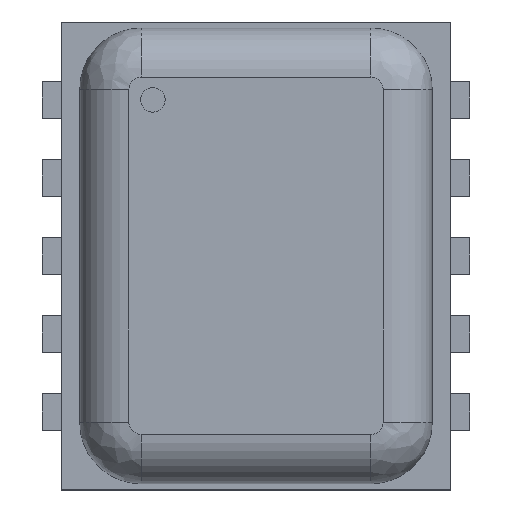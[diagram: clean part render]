
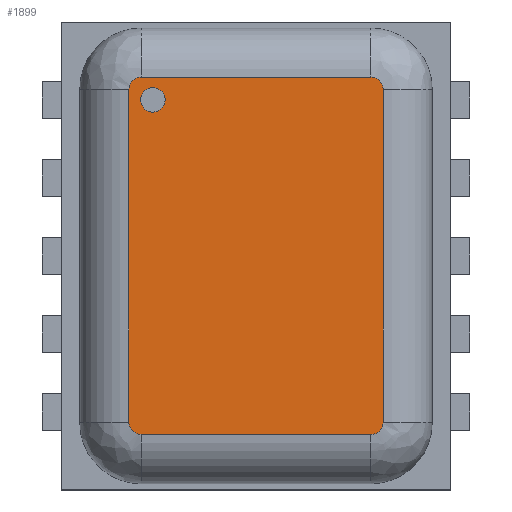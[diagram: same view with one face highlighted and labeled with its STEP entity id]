
A CAD part, top view. The second image highlights one B-rep face of the part: STEP entity #1899.
In plain terms, the highlighted planar face has unit normal (0, 0, 1).
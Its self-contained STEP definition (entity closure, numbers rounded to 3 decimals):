
#74 = CARTESIAN_POINT ( 'NONE',  ( 1.61, 0.37, 2.16 ) ) ;
#79 = VECTOR ( 'NONE', #844, 1000. ) ;
#202 = EDGE_CURVE ( 'NONE', #1851, #203, #3322, .T. ) ;
#203 = VERTEX_POINT ( 'NONE', #74 ) ;
#293 = ORIENTED_EDGE ( 'NONE', *, *, #2407, .F. ) ;
#356 = CARTESIAN_POINT ( 'NONE',  ( 5.35, -5.45, 2.16 ) ) ;
#367 = VERTEX_POINT ( 'NONE', #1304 ) ;
#390 = EDGE_LOOP ( 'NONE', ( #406, #3988, #1379, #1405, #896, #2126, #293, #2065 ) ) ;
#406 = ORIENTED_EDGE ( 'NONE', *, *, #3918, .F. ) ;
#452 = CARTESIAN_POINT ( 'NONE',  ( 1.41, 0.17, 2.16 ) ) ;
#462 = EDGE_CURVE ( 'NONE', #3159, #856, #706, .T. ) ;
#547 = AXIS2_PLACEMENT_3D ( 'NONE', #3631, #1751, #767 ) ;
#557 = CARTESIAN_POINT ( 'NONE',  ( 5.35, -5.45, 2.16 ) ) ;
#639 = CARTESIAN_POINT ( 'NONE',  ( 5.35, 0.37, 2.16 ) ) ;
#693 = CARTESIAN_POINT ( 'NONE',  ( 1.41, 0.17, 2.16 ) ) ;
#706 = LINE ( 'NONE', #1148, #79 ) ;
#756 = DIRECTION ( 'NONE',  ( -1., 0., 0. ) ) ;
#767 = DIRECTION ( 'NONE',  ( -1., 0., 0. ) ) ;
#844 = DIRECTION ( 'NONE',  ( 0., -1., 0. ) ) ;
#856 = VERTEX_POINT ( 'NONE', #1196 ) ;
#896 = ORIENTED_EDGE ( 'NONE', *, *, #3104, .F. ) ;
#963 = CARTESIAN_POINT ( 'NONE',  ( 1.61, 0.37, 2.16 ) ) ;
#984 = DIRECTION ( 'NONE',  ( 0., 1., 0. ) ) ;
#1068 = LINE ( 'NONE', #693, #1603 ) ;
#1077 = CARTESIAN_POINT ( 'NONE',  ( 5.35, 0.37, 2.16 ) ) ;
#1148 = CARTESIAN_POINT ( 'NONE',  ( 5.55, -5.25, 2.16 ) ) ;
#1196 = CARTESIAN_POINT ( 'NONE',  ( 5.55, -5.25, 2.16 ) ) ;
#1304 = CARTESIAN_POINT ( 'NONE',  ( 1.61, -5.45, 2.16 ) ) ;
#1325 = CARTESIAN_POINT ( 'NONE',  ( 1.41, -5.25, 2.16 ) ) ;
#1350 = CARTESIAN_POINT ( 'NONE',  ( 1.41, 0.17, 2.16 ) ) ;
#1363 = EDGE_CURVE ( 'NONE', #3639, #3159, #2124, .T. ) ;
#1379 = ORIENTED_EDGE ( 'NONE', *, *, #462, .F. ) ;
#1405 = ORIENTED_EDGE ( 'NONE', *, *, #1363, .F. ) ;
#1500 = LINE ( 'NONE', #3302, #2322 ) ;
#1562 = CARTESIAN_POINT ( 'NONE',  ( 5.35, 0.37, 2.16 ) ) ;
#1591 = CARTESIAN_POINT ( 'NONE',  ( 5.467, -5.45, 2.16 ) ) ;
#1603 = VECTOR ( 'NONE', #984, 1000. ) ;
#1718 = CARTESIAN_POINT ( 'NONE',  ( 1.41, -5.25, 2.16 ) ) ;
#1751 = DIRECTION ( 'NONE',  ( 0., 0., -1. ) ) ;
#1851 = VERTEX_POINT ( 'NONE', #452 ) ;
#1899 = ADVANCED_FACE ( 'NONE', ( #2313 ), #3340, .F. ) ;
#1911 = CARTESIAN_POINT ( 'NONE',  ( 5.55, -5.367, 2.16 ) ) ;
#2052 = LINE ( 'NONE', #1077, #2660 ) ;
#2065 = ORIENTED_EDGE ( 'NONE', *, *, #2833, .F. ) ;
#2124 =( BOUNDED_CURVE ( )  B_SPLINE_CURVE ( 3, ( #639, #2925, #2917, #2211 ),
 .UNSPECIFIED., .F., .F. ) 
 B_SPLINE_CURVE_WITH_KNOTS ( ( 4, 4 ),
 ( 0., 1. ),
 .UNSPECIFIED. ) 
 CURVE ( )  GEOMETRIC_REPRESENTATION_ITEM ( )  RATIONAL_B_SPLINE_CURVE ( ( 1., 0.805, 0.805, 1. ) ) 
 REPRESENTATION_ITEM ( '' )  );
#2126 = ORIENTED_EDGE ( 'NONE', *, *, #202, .F. ) ;
#2211 = CARTESIAN_POINT ( 'NONE',  ( 5.55, 0.17, 2.16 ) ) ;
#2253 = CARTESIAN_POINT ( 'NONE',  ( 5.55, -5.25, 2.16 ) ) ;
#2273 = EDGE_CURVE ( 'NONE', #856, #3353, #3544, .T. ) ;
#2312 = CARTESIAN_POINT ( 'NONE',  ( 1.493, 0.37, 2.16 ) ) ;
#2313 = FACE_OUTER_BOUND ( 'NONE', #390, .T. ) ;
#2322 = VECTOR ( 'NONE', #756, 1000. ) ;
#2346 = DIRECTION ( 'NONE',  ( 1., 0., 0. ) ) ;
#2386 = VERTEX_POINT ( 'NONE', #1325 ) ;
#2395 = CARTESIAN_POINT ( 'NONE',  ( 1.61, -5.45, 2.16 ) ) ;
#2407 = EDGE_CURVE ( 'NONE', #2386, #1851, #1068, .T. ) ;
#2660 = VECTOR ( 'NONE', #2346, 1000. ) ;
#2728 = CARTESIAN_POINT ( 'NONE',  ( 1.493, -5.45, 2.16 ) ) ;
#2833 = EDGE_CURVE ( 'NONE', #367, #2386, #3720, .T. ) ;
#2917 = CARTESIAN_POINT ( 'NONE',  ( 5.55, 0.287, 2.16 ) ) ;
#2925 = CARTESIAN_POINT ( 'NONE',  ( 5.467, 0.37, 2.16 ) ) ;
#2960 = CARTESIAN_POINT ( 'NONE',  ( 5.55, 0.17, 2.16 ) ) ;
#3104 = EDGE_CURVE ( 'NONE', #203, #3639, #2052, .T. ) ;
#3159 = VERTEX_POINT ( 'NONE', #2960 ) ;
#3302 = CARTESIAN_POINT ( 'NONE',  ( 1.61, -5.45, 2.16 ) ) ;
#3322 =( BOUNDED_CURVE ( )  B_SPLINE_CURVE ( 3, ( #1350, #3603, #2312, #963 ),
 .UNSPECIFIED., .F., .F. ) 
 B_SPLINE_CURVE_WITH_KNOTS ( ( 4, 4 ),
 ( 0., 1. ),
 .UNSPECIFIED. ) 
 CURVE ( )  GEOMETRIC_REPRESENTATION_ITEM ( )  RATIONAL_B_SPLINE_CURVE ( ( 1., 0.805, 0.805, 1. ) ) 
 REPRESENTATION_ITEM ( '' )  );
#3340 = PLANE ( 'NONE',  #547 ) ;
#3353 = VERTEX_POINT ( 'NONE', #557 ) ;
#3544 =( BOUNDED_CURVE ( )  B_SPLINE_CURVE ( 3, ( #2253, #1911, #1591, #356 ),
 .UNSPECIFIED., .F., .F. ) 
 B_SPLINE_CURVE_WITH_KNOTS ( ( 4, 4 ),
 ( 0., 1. ),
 .UNSPECIFIED. ) 
 CURVE ( )  GEOMETRIC_REPRESENTATION_ITEM ( )  RATIONAL_B_SPLINE_CURVE ( ( 1., 0.805, 0.805, 1. ) ) 
 REPRESENTATION_ITEM ( '' )  );
#3569 = CARTESIAN_POINT ( 'NONE',  ( 1.41, -5.367, 2.16 ) ) ;
#3603 = CARTESIAN_POINT ( 'NONE',  ( 1.41, 0.287, 2.16 ) ) ;
#3631 = CARTESIAN_POINT ( 'NONE',  ( 0.61, 1.17, 2.16 ) ) ;
#3639 = VERTEX_POINT ( 'NONE', #1562 ) ;
#3720 =( BOUNDED_CURVE ( )  B_SPLINE_CURVE ( 3, ( #2395, #2728, #3569, #1718 ),
 .UNSPECIFIED., .F., .F. ) 
 B_SPLINE_CURVE_WITH_KNOTS ( ( 4, 4 ),
 ( 0., 1. ),
 .UNSPECIFIED. ) 
 CURVE ( )  GEOMETRIC_REPRESENTATION_ITEM ( )  RATIONAL_B_SPLINE_CURVE ( ( 1., 0.805, 0.805, 1. ) ) 
 REPRESENTATION_ITEM ( '' )  );
#3918 = EDGE_CURVE ( 'NONE', #3353, #367, #1500, .T. ) ;
#3988 = ORIENTED_EDGE ( 'NONE', *, *, #2273, .F. ) ;
